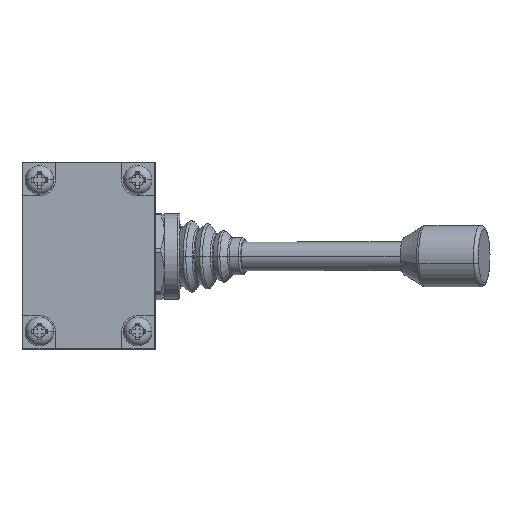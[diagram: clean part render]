
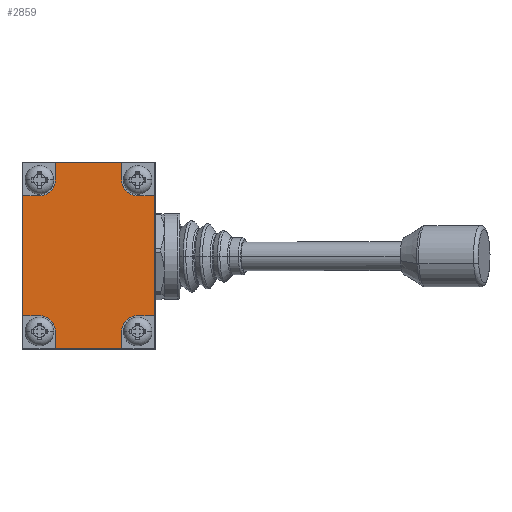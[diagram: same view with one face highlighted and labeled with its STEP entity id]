
A CAD part, top view. The second image highlights one B-rep face of the part: STEP entity #2859.
In plain terms, the highlighted planar face has unit normal (0, 0, 1).
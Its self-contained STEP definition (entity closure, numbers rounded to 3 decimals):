
#379 = EDGE_LOOP ( 'NONE', ( #12509, #12511, #12513, #12515, #12517, #12518, #12520, #12522, #12524, #12526, #12528, #12530, #12531, #12533, #12535, #12537 ) ) ;
#1574 = CARTESIAN_POINT ( 'NONE',  ( 8.1, -22.7, 5. ) ) ;
#1575 = CARTESIAN_POINT ( 'NONE',  ( -8.1, -22.7, 5. ) ) ;
#1578 = CARTESIAN_POINT ( 'NONE',  ( 16.1, -14.6, 5. ) ) ;
#1579 = CARTESIAN_POINT ( 'NONE',  ( 16.1, 14.6, 5. ) ) ;
#1584 = CARTESIAN_POINT ( 'NONE',  ( 8.1, 22.7, 5. ) ) ;
#1585 = CARTESIAN_POINT ( 'NONE',  ( -8.1, 22.7, 5. ) ) ;
#1588 = CARTESIAN_POINT ( 'NONE',  ( 12., -14.6, 5. ) ) ;
#1589 = CARTESIAN_POINT ( 'NONE',  ( 12., 14.6, 5. ) ) ;
#1590 = CARTESIAN_POINT ( 'NONE',  ( 8.1, 18.5, 5. ) ) ;
#1591 = CARTESIAN_POINT ( 'NONE',  ( -8.1, 18.5, 5. ) ) ;
#1592 = CARTESIAN_POINT ( 'NONE',  ( -12., 14.6, 5. ) ) ;
#1593 = CARTESIAN_POINT ( 'NONE',  ( -12., -14.6, 5. ) ) ;
#1594 = CARTESIAN_POINT ( 'NONE',  ( -8.1, -18.5, 5. ) ) ;
#1595 = CARTESIAN_POINT ( 'NONE',  ( 8.1, -18.5, 5. ) ) ;
#2859 = ADVANCED_FACE ( 'NONE', ( #18526 ), #11737, .T. ) ;
#5996 = AXIS2_PLACEMENT_3D ( 'NONE', #20442, #20443, #20444 ) ;
#5997 = AXIS2_PLACEMENT_3D ( 'NONE', #20449, #20450, #20451 ) ;
#5998 = AXIS2_PLACEMENT_3D ( 'NONE', #20456, #20457, #20458 ) ;
#5999 = AXIS2_PLACEMENT_3D ( 'NONE', #20463, #20464, #20465 ) ;
#6285 = LINE ( 'NONE', #20061, #6287 ) ;
#6287 = VECTOR ( 'NONE', #20062, 1000. ) ;
#6306 = LINE ( 'NONE', #20081, #6307 ) ;
#6307 = VECTOR ( 'NONE', #20082, 1000. ) ;
#6316 = LINE ( 'NONE', #20091, #6317 ) ;
#6317 = VECTOR ( 'NONE', #20092, 1000. ) ;
#6330 = LINE ( 'NONE', #20105, #6331 ) ;
#6331 = VECTOR ( 'NONE', #20106, 1000. ) ;
#6847 = VERTEX_POINT ( 'NONE', #15228 ) ;
#6849 = VERTEX_POINT ( 'NONE', #15229 ) ;
#7421 = LINE ( 'NONE', #20438, #7422 ) ;
#7422 = VECTOR ( 'NONE', #20439, 1000. ) ;
#7423 = LINE ( 'NONE', #20440, #7424 ) ;
#7424 = VECTOR ( 'NONE', #20441, 1000. ) ;
#7425 = LINE ( 'NONE', #20445, #7427 ) ;
#7426 = CIRCLE ( 'NONE', #5996, 3.9 ) ;
#7427 = VECTOR ( 'NONE', #20446, 1000. ) ;
#7428 = LINE ( 'NONE', #20447, #7429 ) ;
#7429 = VECTOR ( 'NONE', #20448, 1000. ) ;
#7430 = LINE ( 'NONE', #20452, #7432 ) ;
#7431 = CIRCLE ( 'NONE', #5997, 3.9 ) ;
#7432 = VECTOR ( 'NONE', #20453, 1000. ) ;
#7433 = LINE ( 'NONE', #20454, #7434 ) ;
#7434 = VECTOR ( 'NONE', #20455, 1000. ) ;
#7435 = LINE ( 'NONE', #20459, #7437 ) ;
#7436 = CIRCLE ( 'NONE', #5998, 3.9 ) ;
#7437 = VECTOR ( 'NONE', #20460, 1000. ) ;
#7438 = LINE ( 'NONE', #20461, #7439 ) ;
#7439 = VECTOR ( 'NONE', #20462, 1000. ) ;
#7440 = CIRCLE ( 'NONE', #5999, 3.9 ) ;
#11737 = PLANE ( 'NONE',  #24716 ) ;
#11738 = CARTESIAN_POINT ( 'NONE',  ( -16.1, 22.7, 5. ) ) ;
#11739 = DIRECTION ( 'NONE',  ( 0., 0., 1. ) ) ;
#11740 = DIRECTION ( 'NONE',  ( 1., 0., 0. ) ) ;
#12509 = ORIENTED_EDGE ( 'NONE', *, *, #24351, .F. ) ;
#12511 = ORIENTED_EDGE ( 'NONE', *, *, #17042, .T. ) ;
#12513 = ORIENTED_EDGE ( 'NONE', *, *, #24352, .F. ) ;
#12515 = ORIENTED_EDGE ( 'NONE', *, *, #24353, .F. ) ;
#12517 = ORIENTED_EDGE ( 'NONE', *, *, #24354, .F. ) ;
#12518 = ORIENTED_EDGE ( 'NONE', *, *, #17049, .T. ) ;
#12520 = ORIENTED_EDGE ( 'NONE', *, *, #24355, .F. ) ;
#12522 = ORIENTED_EDGE ( 'NONE', *, *, #24356, .F. ) ;
#12524 = ORIENTED_EDGE ( 'NONE', *, *, #24357, .F. ) ;
#12526 = ORIENTED_EDGE ( 'NONE', *, *, #17027, .T. ) ;
#12528 = ORIENTED_EDGE ( 'NONE', *, *, #24358, .F. ) ;
#12530 = ORIENTED_EDGE ( 'NONE', *, *, #24359, .F. ) ;
#12531 = ORIENTED_EDGE ( 'NONE', *, *, #24360, .F. ) ;
#12533 = ORIENTED_EDGE ( 'NONE', *, *, #17037, .T. ) ;
#12535 = ORIENTED_EDGE ( 'NONE', *, *, #24361, .F. ) ;
#12537 = ORIENTED_EDGE ( 'NONE', *, *, #24362, .F. ) ;
#15228 = CARTESIAN_POINT ( 'NONE',  ( -16.1, 14.6, 5. ) ) ;
#15229 = CARTESIAN_POINT ( 'NONE',  ( -16.1, -14.6, 5. ) ) ;
#17027 = EDGE_CURVE ( 'NONE', #6847, #6849, #6285, .T. ) ;
#17037 = EDGE_CURVE ( 'NONE', #26379, #26378, #6306, .T. ) ;
#17042 = EDGE_CURVE ( 'NONE', #26382, #26383, #6316, .T. ) ;
#17049 = EDGE_CURVE ( 'NONE', #26388, #26389, #6330, .T. ) ;
#18526 = FACE_OUTER_BOUND ( 'NONE', #379, .T. ) ;
#20061 = CARTESIAN_POINT ( 'NONE',  ( -16.1, -22.7, 5. ) ) ;
#20062 = DIRECTION ( 'NONE',  ( 0., -1., 0. ) ) ;
#20081 = CARTESIAN_POINT ( 'NONE',  ( 16.1, -22.7, 5. ) ) ;
#20082 = DIRECTION ( 'NONE',  ( 1., 0., 0. ) ) ;
#20091 = CARTESIAN_POINT ( 'NONE',  ( 16.1, -22.7, 5. ) ) ;
#20092 = DIRECTION ( 'NONE',  ( 0., 1., 0. ) ) ;
#20105 = CARTESIAN_POINT ( 'NONE',  ( 16.1, 22.7, 5. ) ) ;
#20106 = DIRECTION ( 'NONE',  ( -1., 0., 0. ) ) ;
#20438 = CARTESIAN_POINT ( 'NONE',  ( 12., -14.6, 5. ) ) ;
#20439 = DIRECTION ( 'NONE',  ( -1., 0., 0. ) ) ;
#20440 = CARTESIAN_POINT ( 'NONE',  ( 12., 14.6, 5. ) ) ;
#20441 = DIRECTION ( 'NONE',  ( 1., 0., 0. ) ) ;
#20442 = CARTESIAN_POINT ( 'NONE',  ( 12., 18.5, 5. ) ) ;
#20443 = DIRECTION ( 'NONE',  ( 0., 0., 1. ) ) ;
#20444 = DIRECTION ( 'NONE',  ( 1., 0., 0. ) ) ;
#20445 = CARTESIAN_POINT ( 'NONE',  ( 8.1, 22.7, 5. ) ) ;
#20446 = DIRECTION ( 'NONE',  ( 0., -1., 0. ) ) ;
#20447 = CARTESIAN_POINT ( 'NONE',  ( -8.1, 22.7, 5. ) ) ;
#20448 = DIRECTION ( 'NONE',  ( 0., 1., 0. ) ) ;
#20449 = CARTESIAN_POINT ( 'NONE',  ( -12., 18.5, 5. ) ) ;
#20450 = DIRECTION ( 'NONE',  ( 0., 0., 1. ) ) ;
#20451 = DIRECTION ( 'NONE',  ( -1., 0., 0. ) ) ;
#20452 = CARTESIAN_POINT ( 'NONE',  ( -12., 14.6, 5. ) ) ;
#20453 = DIRECTION ( 'NONE',  ( 1., 0., 0. ) ) ;
#20454 = CARTESIAN_POINT ( 'NONE',  ( -12., -14.6, 5. ) ) ;
#20455 = DIRECTION ( 'NONE',  ( -1., 0., 0. ) ) ;
#20456 = CARTESIAN_POINT ( 'NONE',  ( -12., -18.5, 5. ) ) ;
#20457 = DIRECTION ( 'NONE',  ( 0., 0., 1. ) ) ;
#20458 = DIRECTION ( 'NONE',  ( 1., 0., 0. ) ) ;
#20459 = CARTESIAN_POINT ( 'NONE',  ( -8.1, -22.7, 5. ) ) ;
#20460 = DIRECTION ( 'NONE',  ( 0., 1., 0. ) ) ;
#20461 = CARTESIAN_POINT ( 'NONE',  ( 8.1, -22.7, 5. ) ) ;
#20462 = DIRECTION ( 'NONE',  ( 0., -1., 0. ) ) ;
#20463 = CARTESIAN_POINT ( 'NONE',  ( 12., -18.5, 5. ) ) ;
#20464 = DIRECTION ( 'NONE',  ( 0., 0., 1. ) ) ;
#20465 = DIRECTION ( 'NONE',  ( -1., 0., 0. ) ) ;
#24351 = EDGE_CURVE ( 'NONE', #26382, #26392, #7421, .T. ) ;
#24352 = EDGE_CURVE ( 'NONE', #26393, #26383, #7423, .T. ) ;
#24353 = EDGE_CURVE ( 'NONE', #26394, #26393, #7426, .T. ) ;
#24354 = EDGE_CURVE ( 'NONE', #26388, #26394, #7425, .T. ) ;
#24355 = EDGE_CURVE ( 'NONE', #26395, #26389, #7428, .T. ) ;
#24356 = EDGE_CURVE ( 'NONE', #26396, #26395, #7431, .T. ) ;
#24357 = EDGE_CURVE ( 'NONE', #6847, #26396, #7430, .T. ) ;
#24358 = EDGE_CURVE ( 'NONE', #26397, #6849, #7433, .T. ) ;
#24359 = EDGE_CURVE ( 'NONE', #26398, #26397, #7436, .T. ) ;
#24360 = EDGE_CURVE ( 'NONE', #26379, #26398, #7435, .T. ) ;
#24361 = EDGE_CURVE ( 'NONE', #26399, #26378, #7438, .T. ) ;
#24362 = EDGE_CURVE ( 'NONE', #26392, #26399, #7440, .T. ) ;
#24716 = AXIS2_PLACEMENT_3D ( 'NONE', #11738, #11739, #11740 ) ;
#26378 = VERTEX_POINT ( 'NONE', #1574 ) ;
#26379 = VERTEX_POINT ( 'NONE', #1575 ) ;
#26382 = VERTEX_POINT ( 'NONE', #1578 ) ;
#26383 = VERTEX_POINT ( 'NONE', #1579 ) ;
#26388 = VERTEX_POINT ( 'NONE', #1584 ) ;
#26389 = VERTEX_POINT ( 'NONE', #1585 ) ;
#26392 = VERTEX_POINT ( 'NONE', #1588 ) ;
#26393 = VERTEX_POINT ( 'NONE', #1589 ) ;
#26394 = VERTEX_POINT ( 'NONE', #1590 ) ;
#26395 = VERTEX_POINT ( 'NONE', #1591 ) ;
#26396 = VERTEX_POINT ( 'NONE', #1592 ) ;
#26397 = VERTEX_POINT ( 'NONE', #1593 ) ;
#26398 = VERTEX_POINT ( 'NONE', #1594 ) ;
#26399 = VERTEX_POINT ( 'NONE', #1595 ) ;
